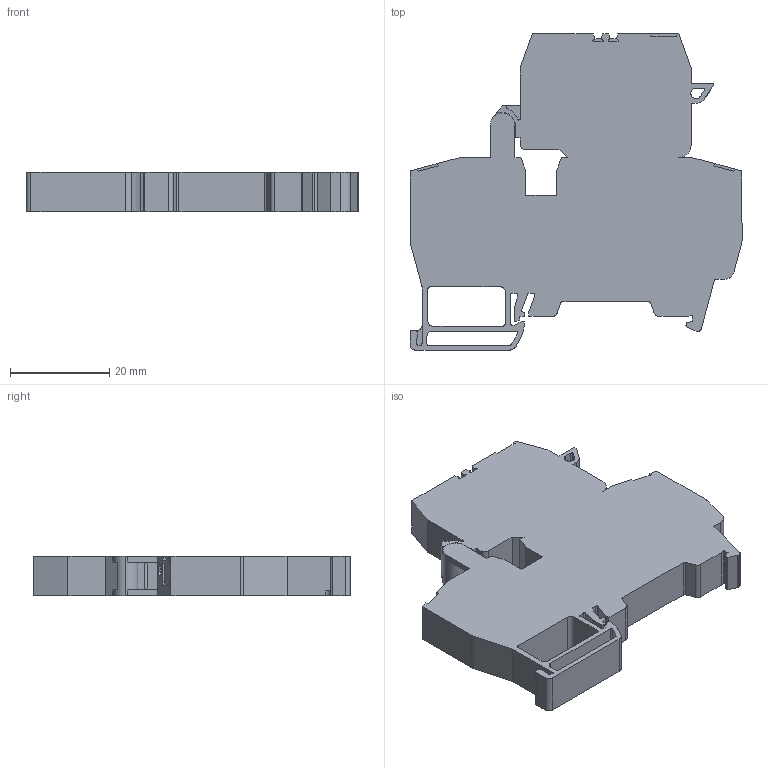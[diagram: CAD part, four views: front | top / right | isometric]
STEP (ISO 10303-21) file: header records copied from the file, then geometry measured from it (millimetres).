
FILE_DESCRIPTION (( 'STEP AP214' ), '1' );
FILE_NAME ('355119_YBK S_Grey.STEP', '2013-11-13T14:42:48', ( 'arge' ), ( 'Microsoft' ), 'SwSTEP 2.0', 'SolidWorks 2013', '' );
FILE_SCHEMA (( 'AUTOMOTIVE_DESIGN' ));
Length unit declared in the file: millimetre
Products named in the file (1): 355119_YBK S_Grey
Bounding box: 67 x 63.81 x 8 mm (x, y, z)
Volume: 22022.9 mm3; surface area: 9383 mm2
Topology: 1 solids, 2 shells, 276 faces, 800 edges, 531 vertices
Faces by surface type: plane 186, cylinder 89, cone 1
Entity records: 11934 total; most frequent: CARTESIAN_POINT 1613, ORIENTED_EDGE 1600, DIRECTION 1539, EDGE_CURVE 800, VECTOR 613, LINE 613, VERTEX_POINT 531, AXIS2_PLACEMENT_3D 463
